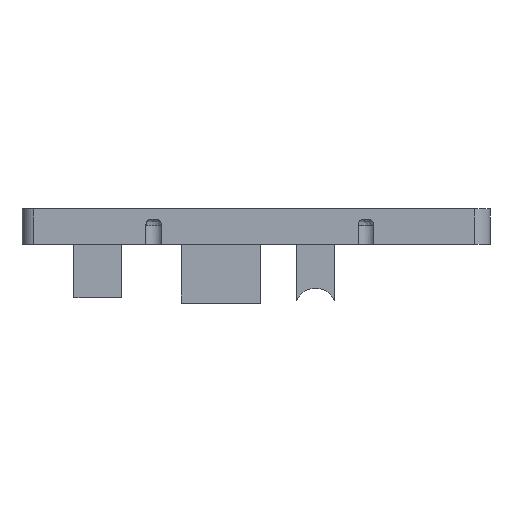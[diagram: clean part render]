
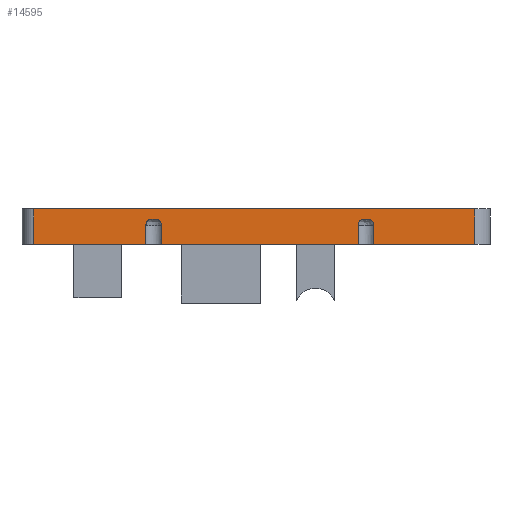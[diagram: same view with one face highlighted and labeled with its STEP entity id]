
A CAD part, left-side view. The second image highlights one B-rep face of the part: STEP entity #14595.
In plain terms, the highlighted planar face has unit normal (-1, 0, 0).
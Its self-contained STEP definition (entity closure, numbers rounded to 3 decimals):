
#24=B_SPLINE_CURVE_WITH_KNOTS('',3,(#23157,#23158,#23159,#23160,#23161,
#23162,#23163,#23164,#23165,#23166,#23167,#23168,#23169,#23170),
 .UNSPECIFIED.,.F.,.F.,(4,2,2,2,2,2,4),(-0.001,0.,0.023,
0.046,0.087,0.136,0.186),
 .UNSPECIFIED.);
#25=B_SPLINE_CURVE_WITH_KNOTS('',3,(#23174,#23175,#23176,#23177,#23178,
#23179,#23180,#23181,#23182,#23183,#23184,#23185,#23186,#23187),
 .UNSPECIFIED.,.F.,.F.,(4,2,2,2,2,2,4),(0.,0.051,0.099,
0.141,0.164,0.187,0.188),
 .UNSPECIFIED.);
#26=B_SPLINE_CURVE_WITH_KNOTS('',3,(#23192,#23193,#23194,#23195,#23196,
#23197,#23198,#23199,#23200,#23201,#23202,#23203,#23204,#23205),
 .UNSPECIFIED.,.F.,.F.,(4,2,2,2,2,2,4),(-0.001,0.,0.023,
0.046,0.087,0.136,0.186),
 .UNSPECIFIED.);
#27=B_SPLINE_CURVE_WITH_KNOTS('',3,(#23209,#23210,#23211,#23212,#23213,
#23214,#23215,#23216,#23217,#23218,#23219,#23220,#23221,#23222),
 .UNSPECIFIED.,.F.,.F.,(4,2,2,2,2,2,4),(0.,0.051,0.099,
0.141,0.164,0.187,0.188),
 .UNSPECIFIED.);
#769=FACE_OUTER_BOUND('',#1495,.T.);
#1495=EDGE_LOOP('',(#13189,#13190,#13191,#13192,#13193,#13194,#13195,#13196,
#13197,#13198,#13199,#13200,#13201,#13202,#13203,#13204));
#1583=LINE('',#18923,#3615);
#2272=LINE('',#20324,#4304);
#2273=LINE('',#20328,#4305);
#2274=LINE('',#20332,#4306);
#2315=LINE('',#20463,#4347);
#3564=LINE('',#22975,#5596);
#3565=LINE('',#23155,#5597);
#3566=LINE('',#23172,#5598);
#3567=LINE('',#23188,#5599);
#3568=LINE('',#23190,#5600);
#3569=LINE('',#23207,#5601);
#3570=LINE('',#23223,#5602);
#3615=VECTOR('',#15407,10.);
#4304=VECTOR('',#16166,10.);
#4305=VECTOR('',#16169,10.);
#4306=VECTOR('',#16172,10.);
#4347=VECTOR('',#16279,10.);
#5596=VECTOR('',#18802,10.);
#5597=VECTOR('',#18809,10.);
#5598=VECTOR('',#18810,10.);
#5599=VECTOR('',#18811,10.);
#5600=VECTOR('',#18812,10.);
#5601=VECTOR('',#18813,10.);
#5602=VECTOR('',#18814,10.);
#5647=VERTEX_POINT('',#18920);
#5648=VERTEX_POINT('',#18922);
#6324=VERTEX_POINT('',#20321);
#6325=VERTEX_POINT('',#20323);
#6326=VERTEX_POINT('',#20325);
#6327=VERTEX_POINT('',#20327);
#6328=VERTEX_POINT('',#20329);
#6329=VERTEX_POINT('',#20331);
#6986=VERTEX_POINT('',#23154);
#6987=VERTEX_POINT('',#23156);
#6988=VERTEX_POINT('',#23171);
#6989=VERTEX_POINT('',#23173);
#6990=VERTEX_POINT('',#23189);
#6991=VERTEX_POINT('',#23191);
#6992=VERTEX_POINT('',#23206);
#6993=VERTEX_POINT('',#23208);
#7044=EDGE_CURVE('',#5647,#5648,#1583,.T.);
#7745=EDGE_CURVE('',#6324,#6325,#2272,.T.);
#7747=EDGE_CURVE('',#6326,#6327,#2273,.T.);
#7749=EDGE_CURVE('',#6328,#6329,#2274,.T.);
#7803=EDGE_CURVE('',#5647,#6329,#2315,.T.);
#9059=EDGE_CURVE('',#6324,#5648,#3564,.T.);
#9062=EDGE_CURVE('',#6326,#6986,#3565,.T.);
#9063=EDGE_CURVE('',#6987,#6986,#24,.T.);
#9064=EDGE_CURVE('',#6987,#6988,#3566,.T.);
#9065=EDGE_CURVE('',#6988,#6989,#25,.F.);
#9066=EDGE_CURVE('',#6989,#6325,#3567,.T.);
#9067=EDGE_CURVE('',#6328,#6990,#3568,.T.);
#9068=EDGE_CURVE('',#6991,#6990,#26,.T.);
#9069=EDGE_CURVE('',#6991,#6992,#3569,.T.);
#9070=EDGE_CURVE('',#6992,#6993,#27,.F.);
#9071=EDGE_CURVE('',#6993,#6327,#3570,.T.);
#13189=ORIENTED_EDGE('',*,*,#9062,.T.);
#13190=ORIENTED_EDGE('',*,*,#9063,.F.);
#13191=ORIENTED_EDGE('',*,*,#9064,.T.);
#13192=ORIENTED_EDGE('',*,*,#9065,.T.);
#13193=ORIENTED_EDGE('',*,*,#9066,.T.);
#13194=ORIENTED_EDGE('',*,*,#7745,.F.);
#13195=ORIENTED_EDGE('',*,*,#9059,.T.);
#13196=ORIENTED_EDGE('',*,*,#7044,.F.);
#13197=ORIENTED_EDGE('',*,*,#7803,.T.);
#13198=ORIENTED_EDGE('',*,*,#7749,.F.);
#13199=ORIENTED_EDGE('',*,*,#9067,.T.);
#13200=ORIENTED_EDGE('',*,*,#9068,.F.);
#13201=ORIENTED_EDGE('',*,*,#9069,.T.);
#13202=ORIENTED_EDGE('',*,*,#9070,.T.);
#13203=ORIENTED_EDGE('',*,*,#9071,.T.);
#13204=ORIENTED_EDGE('',*,*,#7747,.F.);
#13909=PLANE('',#15338);
#14595=ADVANCED_FACE('',(#769),#13909,.T.);
#15338=AXIS2_PLACEMENT_3D('',#23153,#18807,#18808);
#15407=DIRECTION('',(0.,-1.,0.));
#16166=DIRECTION('',(0.,1.,0.));
#16169=DIRECTION('',(0.,1.,0.));
#16172=DIRECTION('',(0.,1.,0.));
#16279=DIRECTION('',(0.,0.,-1.));
#18802=DIRECTION('',(0.,0.,1.));
#18807=DIRECTION('center_axis',(-1.,0.,0.));
#18808=DIRECTION('ref_axis',(0.,0.,-1.));
#18809=DIRECTION('',(0.,0.,1.));
#18810=DIRECTION('',(0.,-1.,0.));
#18811=DIRECTION('',(0.,0.,-1.));
#18812=DIRECTION('',(0.,0.,1.));
#18813=DIRECTION('',(0.,-1.,0.));
#18814=DIRECTION('',(0.,0.,-1.));
#18920=CARTESIAN_POINT('',(-29.4,44.418,0.));
#18922=CARTESIAN_POINT('',(-29.4,-42.68,0.));
#18923=CARTESIAN_POINT('',(-29.4,22.597,0.));
#20321=CARTESIAN_POINT('',(-29.4,-42.68,-7.));
#20323=CARTESIAN_POINT('',(-29.4,-22.731,-7.));
#20324=CARTESIAN_POINT('',(-29.4,-44.703,-7.));
#20325=CARTESIAN_POINT('',(-29.4,-19.672,-7.));
#20327=CARTESIAN_POINT('',(-29.4,19.169,-7.));
#20328=CARTESIAN_POINT('',(-29.4,-44.703,-7.));
#20329=CARTESIAN_POINT('',(-29.4,22.228,-7.));
#20331=CARTESIAN_POINT('',(-29.4,44.418,-7.));
#20332=CARTESIAN_POINT('',(-29.4,-44.703,-7.));
#20463=CARTESIAN_POINT('',(-29.4,44.418,-3.35));
#22975=CARTESIAN_POINT('',(-29.4,-42.68,-2.626));
#23153=CARTESIAN_POINT('Origin',(-29.4,-0.348,-3.479));
#23154=CARTESIAN_POINT('',(-29.4,-19.672,-3.226));
#23155=CARTESIAN_POINT('',(-29.4,-19.672,-7.));
#23156=CARTESIAN_POINT('',(-29.4,-20.83,-2.));
#23157=CARTESIAN_POINT('Ctrl Pts',(-29.4,-20.83,-2.));
#23158=CARTESIAN_POINT('Ctrl Pts',(-29.4,-20.828,-2.));
#23159=CARTESIAN_POINT('Ctrl Pts',(-29.4,-20.825,-2.));
#23160=CARTESIAN_POINT('Ctrl Pts',(-29.4,-20.745,-2.001));
#23161=CARTESIAN_POINT('Ctrl Pts',(-29.4,-20.667,-2.01));
#23162=CARTESIAN_POINT('Ctrl Pts',(-29.4,-20.519,-2.044));
#23163=CARTESIAN_POINT('Ctrl Pts',(-29.4,-20.449,-2.067));
#23164=CARTESIAN_POINT('Ctrl Pts',(-29.4,-20.254,-2.155));
#23165=CARTESIAN_POINT('Ctrl Pts',(-29.4,-20.138,
-2.235));
#23166=CARTESIAN_POINT('Ctrl Pts',(-29.4,-19.924,
-2.447));
#23167=CARTESIAN_POINT('Ctrl Pts',(-29.4,-19.833,
-2.583));
#23168=CARTESIAN_POINT('Ctrl Pts',(-29.4,-19.705,
-2.889));
#23169=CARTESIAN_POINT('Ctrl Pts',(-29.4,-19.672,-3.056));
#23170=CARTESIAN_POINT('Ctrl Pts',(-29.4,-19.672,-3.226));
#23171=CARTESIAN_POINT('',(-29.4,-21.573,-2.));
#23172=CARTESIAN_POINT('',(-29.4,-10.774,-2.));
#23173=CARTESIAN_POINT('',(-29.4,-22.731,-3.226));
#23174=CARTESIAN_POINT('Ctrl Pts',(-29.4,-22.731,-3.226));
#23175=CARTESIAN_POINT('Ctrl Pts',(-29.4,-22.731,-3.056));
#23176=CARTESIAN_POINT('Ctrl Pts',(-29.4,-22.698,
-2.889));
#23177=CARTESIAN_POINT('Ctrl Pts',(-29.4,-22.57,-2.583));
#23178=CARTESIAN_POINT('Ctrl Pts',(-29.4,-22.479,
-2.447));
#23179=CARTESIAN_POINT('Ctrl Pts',(-29.4,-22.264,
-2.235));
#23180=CARTESIAN_POINT('Ctrl Pts',(-29.4,-22.149,-2.155));
#23181=CARTESIAN_POINT('Ctrl Pts',(-29.4,-21.954,-2.067));
#23182=CARTESIAN_POINT('Ctrl Pts',(-29.4,-21.884,-2.044));
#23183=CARTESIAN_POINT('Ctrl Pts',(-29.4,-21.736,-2.01));
#23184=CARTESIAN_POINT('Ctrl Pts',(-29.4,-21.658,-2.001));
#23185=CARTESIAN_POINT('Ctrl Pts',(-29.4,-21.577,-2.));
#23186=CARTESIAN_POINT('Ctrl Pts',(-29.4,-21.575,-2.));
#23187=CARTESIAN_POINT('Ctrl Pts',(-29.4,-21.573,-2.));
#23188=CARTESIAN_POINT('',(-29.4,-22.731,-7.));
#23189=CARTESIAN_POINT('',(-29.4,22.228,-3.226));
#23190=CARTESIAN_POINT('',(-29.4,22.228,-7.));
#23191=CARTESIAN_POINT('',(-29.4,21.07,-2.));
#23192=CARTESIAN_POINT('Ctrl Pts',(-29.4,21.07,-2.));
#23193=CARTESIAN_POINT('Ctrl Pts',(-29.4,21.072,-2.));
#23194=CARTESIAN_POINT('Ctrl Pts',(-29.4,21.075,-2.));
#23195=CARTESIAN_POINT('Ctrl Pts',(-29.4,21.155,-2.001));
#23196=CARTESIAN_POINT('Ctrl Pts',(-29.4,21.233,-2.01));
#23197=CARTESIAN_POINT('Ctrl Pts',(-29.4,21.381,-2.044));
#23198=CARTESIAN_POINT('Ctrl Pts',(-29.4,21.451,-2.067));
#23199=CARTESIAN_POINT('Ctrl Pts',(-29.4,21.646,-2.155));
#23200=CARTESIAN_POINT('Ctrl Pts',(-29.4,21.762,-2.235));
#23201=CARTESIAN_POINT('Ctrl Pts',(-29.4,21.976,-2.447));
#23202=CARTESIAN_POINT('Ctrl Pts',(-29.4,22.067,-2.583));
#23203=CARTESIAN_POINT('Ctrl Pts',(-29.4,22.195,-2.889));
#23204=CARTESIAN_POINT('Ctrl Pts',(-29.4,22.228,-3.056));
#23205=CARTESIAN_POINT('Ctrl Pts',(-29.4,22.228,-3.226));
#23206=CARTESIAN_POINT('',(-29.4,20.327,-2.));
#23207=CARTESIAN_POINT('',(-29.4,10.176,-2.));
#23208=CARTESIAN_POINT('',(-29.4,19.169,-3.226));
#23209=CARTESIAN_POINT('Ctrl Pts',(-29.4,19.169,-3.226));
#23210=CARTESIAN_POINT('Ctrl Pts',(-29.4,19.169,-3.056));
#23211=CARTESIAN_POINT('Ctrl Pts',(-29.4,19.202,-2.889));
#23212=CARTESIAN_POINT('Ctrl Pts',(-29.4,19.33,-2.583));
#23213=CARTESIAN_POINT('Ctrl Pts',(-29.4,19.421,-2.447));
#23214=CARTESIAN_POINT('Ctrl Pts',(-29.4,19.636,-2.235));
#23215=CARTESIAN_POINT('Ctrl Pts',(-29.4,19.751,-2.155));
#23216=CARTESIAN_POINT('Ctrl Pts',(-29.4,19.946,-2.067));
#23217=CARTESIAN_POINT('Ctrl Pts',(-29.4,20.016,-2.044));
#23218=CARTESIAN_POINT('Ctrl Pts',(-29.4,20.164,-2.01));
#23219=CARTESIAN_POINT('Ctrl Pts',(-29.4,20.242,-2.001));
#23220=CARTESIAN_POINT('Ctrl Pts',(-29.4,20.323,-2.));
#23221=CARTESIAN_POINT('Ctrl Pts',(-29.4,20.325,-2.));
#23222=CARTESIAN_POINT('Ctrl Pts',(-29.4,20.327,-2.));
#23223=CARTESIAN_POINT('',(-29.4,19.169,-7.));
